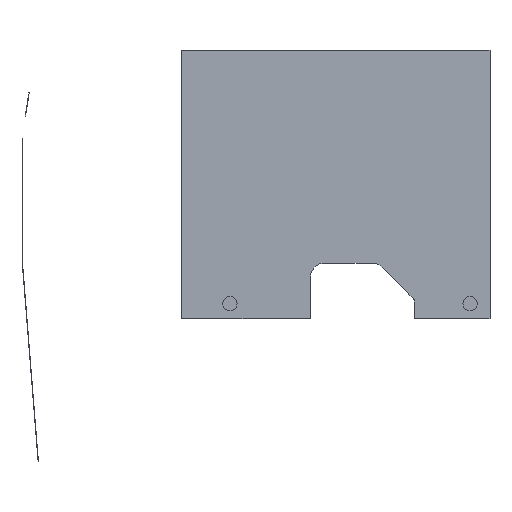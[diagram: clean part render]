
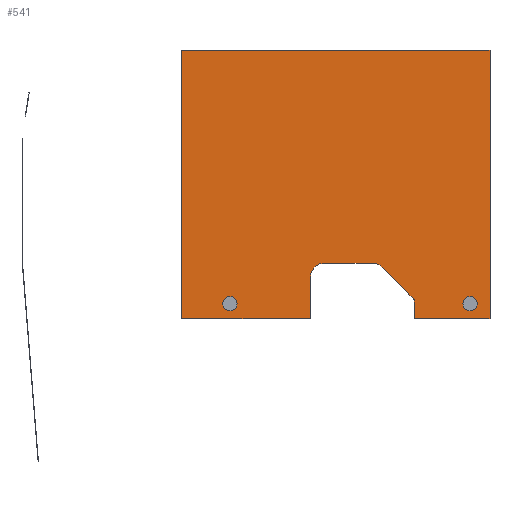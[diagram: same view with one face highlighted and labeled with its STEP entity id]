
A CAD part, top view. The second image highlights one B-rep face of the part: STEP entity #541.
In plain terms, the highlighted planar face has unit normal (0, 0, 1).
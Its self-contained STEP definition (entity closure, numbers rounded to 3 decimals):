
#60=CARTESIAN_POINT('',(-14.6,-17.6,0.6));
#61=VERTEX_POINT('',#60);
#62=CARTESIAN_POINT('',(-15.65,-17.6,0.6));
#63=DIRECTION('',(0.0,0.0,-1.0));
#64=DIRECTION('',(-1.0,0.0,0.0));
#65=AXIS2_PLACEMENT_3D('',#62,#63,#64);
#66=CIRCLE('',#65,1.05);
#67=EDGE_CURVE('',#61,#61,#66,.T.);
#97=CARTESIAN_POINT('',(20.9,-17.6,0.6));
#98=VERTEX_POINT('',#97);
#99=CARTESIAN_POINT('',(19.85,-17.6,0.6));
#100=DIRECTION('',(0.0,0.0,-1.0));
#101=DIRECTION('',(-1.0,0.0,0.0));
#102=AXIS2_PLACEMENT_3D('',#99,#100,#101);
#103=CIRCLE('',#102,1.05);
#104=EDGE_CURVE('',#98,#98,#103,.T.);
#230=CARTESIAN_POINT('',(-22.8,19.85,0.6));
#231=VERTEX_POINT('',#230);
#232=CARTESIAN_POINT('',(22.8,19.85,0.6));
#233=VERTEX_POINT('',#232);
#234=CARTESIAN_POINT('',(-22.8,19.85,0.6));
#235=DIRECTION('',(1.0,0.0,0.0));
#236=VECTOR('',#235,45.6);
#237=LINE('',#234,#236);
#238=EDGE_CURVE('',#231,#233,#237,.T.);
#261=CARTESIAN_POINT('',(22.8,-19.85,0.6));
#262=VERTEX_POINT('',#261);
#263=CARTESIAN_POINT('',(22.8,19.85,0.6));
#264=DIRECTION('',(0.0,-1.0,0.0));
#265=VECTOR('',#264,39.7);
#266=LINE('',#263,#265);
#267=EDGE_CURVE('',#233,#262,#266,.T.);
#285=CARTESIAN_POINT('',(11.6,-19.85,0.6));
#286=VERTEX_POINT('',#285);
#287=CARTESIAN_POINT('',(22.8,-19.85,0.6));
#288=DIRECTION('',(-1.0,0.0,0.0));
#289=VECTOR('',#288,11.2);
#290=LINE('',#287,#289);
#291=EDGE_CURVE('',#262,#286,#290,.T.);
#309=CARTESIAN_POINT('',(11.6,-17.199,0.6));
#310=VERTEX_POINT('',#309);
#311=CARTESIAN_POINT('',(11.6,-19.85,0.6));
#312=DIRECTION('',(0.0,1.0,0.0));
#313=VECTOR('',#312,2.651);
#314=LINE('',#311,#313);
#315=EDGE_CURVE('',#286,#310,#314,.T.);
#333=CARTESIAN_POINT('',(11.424,-16.774,0.6));
#334=VERTEX_POINT('',#333);
#335=CARTESIAN_POINT('',(11.,-17.199,0.6));
#336=DIRECTION('',(0.0,0.0,1.0));
#337=DIRECTION('',(-1.0,0.0,0.0));
#338=AXIS2_PLACEMENT_3D('',#335,#336,#337);
#339=CIRCLE('',#338,0.6);
#340=EDGE_CURVE('',#310,#334,#339,.T.);
#358=CARTESIAN_POINT('',(6.865,-12.215,0.6));
#359=VERTEX_POINT('',#358);
#360=CARTESIAN_POINT('',(11.424,-16.774,0.6));
#361=DIRECTION('',(-0.707,0.707,0.0));
#362=VECTOR('',#361,6.448);
#363=LINE('',#360,#362);
#364=EDGE_CURVE('',#334,#359,#363,.T.);
#382=CARTESIAN_POINT('',(5.38,-11.6,0.6));
#383=VERTEX_POINT('',#382);
#384=CARTESIAN_POINT('',(5.38,-13.7,0.6));
#385=DIRECTION('',(0.0,0.0,1.0));
#386=DIRECTION('',(-0.707,-0.707,0.0));
#387=AXIS2_PLACEMENT_3D('',#384,#385,#386);
#388=CIRCLE('',#387,2.1);
#389=EDGE_CURVE('',#359,#383,#388,.T.);
#407=CARTESIAN_POINT('',(-1.65,-11.6,0.6));
#408=VERTEX_POINT('',#407);
#409=CARTESIAN_POINT('',(5.38,-11.6,0.6));
#410=DIRECTION('',(-1.0,0.0,0.0));
#411=VECTOR('',#410,7.03);
#412=LINE('',#409,#411);
#413=EDGE_CURVE('',#383,#408,#412,.T.);
#431=CARTESIAN_POINT('',(-3.75,-13.7,0.6));
#432=VERTEX_POINT('',#431);
#433=CARTESIAN_POINT('',(-1.65,-13.7,0.6));
#434=DIRECTION('',(0.0,0.0,1.0));
#435=DIRECTION('',(0.0,-1.0,0.0));
#436=AXIS2_PLACEMENT_3D('',#433,#434,#435);
#437=CIRCLE('',#436,2.1);
#438=EDGE_CURVE('',#408,#432,#437,.T.);
#456=CARTESIAN_POINT('',(-3.75,-19.85,0.6));
#457=VERTEX_POINT('',#456);
#458=CARTESIAN_POINT('',(-3.75,-13.7,0.6));
#459=DIRECTION('',(0.0,-1.0,0.0));
#460=VECTOR('',#459,6.15);
#461=LINE('',#458,#460);
#462=EDGE_CURVE('',#432,#457,#461,.T.);
#480=CARTESIAN_POINT('',(-22.8,-19.85,0.6));
#481=VERTEX_POINT('',#480);
#482=CARTESIAN_POINT('',(-3.75,-19.85,0.6));
#483=DIRECTION('',(-1.0,0.0,0.0));
#484=VECTOR('',#483,19.05);
#485=LINE('',#482,#484);
#486=EDGE_CURVE('',#457,#481,#485,.T.);
#504=CARTESIAN_POINT('',(-22.8,-19.85,0.6));
#505=DIRECTION('',(0.0,1.0,0.0));
#506=VECTOR('',#505,39.7);
#507=LINE('',#504,#506);
#508=EDGE_CURVE('',#481,#231,#507,.T.);
#516=CARTESIAN_POINT('',(0.139,-0.497,0.6));
#517=DIRECTION('',(0.0,0.0,1.0));
#518=DIRECTION('',(1.0,0.0,0.0));
#519=AXIS2_PLACEMENT_3D('',#516,#517,#518);
#520=PLANE('',#519);
#521=ORIENTED_EDGE('',*,*,#238,.F.);
#522=ORIENTED_EDGE('',*,*,#508,.F.);
#523=ORIENTED_EDGE('',*,*,#486,.F.);
#524=ORIENTED_EDGE('',*,*,#462,.F.);
#525=ORIENTED_EDGE('',*,*,#438,.F.);
#526=ORIENTED_EDGE('',*,*,#413,.F.);
#527=ORIENTED_EDGE('',*,*,#389,.F.);
#528=ORIENTED_EDGE('',*,*,#364,.F.);
#529=ORIENTED_EDGE('',*,*,#340,.F.);
#530=ORIENTED_EDGE('',*,*,#315,.F.);
#531=ORIENTED_EDGE('',*,*,#291,.F.);
#532=ORIENTED_EDGE('',*,*,#267,.F.);
#533=EDGE_LOOP('',(#521,#522,#523,#524,#525,#526,#527,#528,#529,#530,#531,#532));
#534=FACE_OUTER_BOUND('',#533,.T.);
#535=ORIENTED_EDGE('',*,*,#67,.T.);
#536=EDGE_LOOP('',(#535));
#537=FACE_BOUND('',#536,.T.);
#538=ORIENTED_EDGE('',*,*,#104,.T.);
#539=EDGE_LOOP('',(#538));
#540=FACE_BOUND('',#539,.T.);
#541=ADVANCED_FACE('',(#534,#537,#540),#520,.T.);
